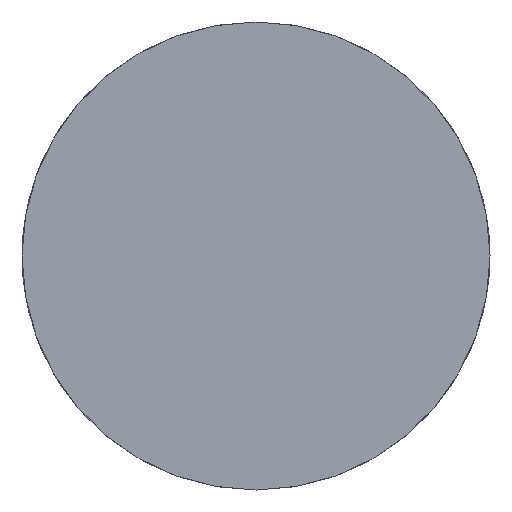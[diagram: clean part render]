
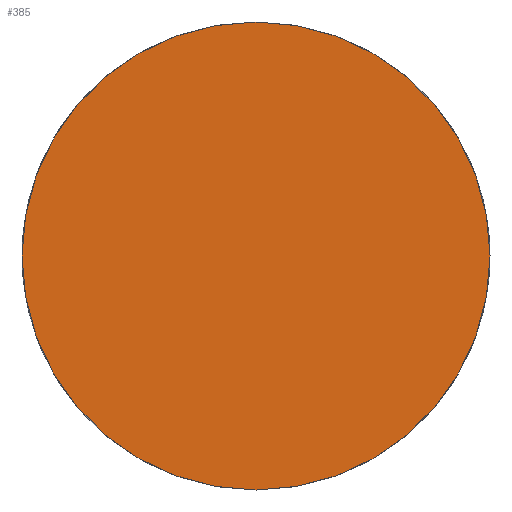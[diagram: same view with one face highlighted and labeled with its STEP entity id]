
A CAD part, front view. The second image highlights one B-rep face of the part: STEP entity #385.
In plain terms, the highlighted planar face has unit normal (0, -1, 0).
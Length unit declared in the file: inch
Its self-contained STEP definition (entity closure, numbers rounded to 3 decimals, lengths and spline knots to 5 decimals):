
#5 = EDGE_LOOP ( 'NONE', ( #21, #22 ) ) ;
#21 = ORIENTED_EDGE ( 'NONE', *, *, #361, .F. ) ;
#22 = ORIENTED_EDGE ( 'NONE', *, *, #390, .F. ) ;
#45 = VERTEX_POINT ( 'NONE', #57 ) ;
#46 = VERTEX_POINT ( 'NONE', #58 ) ;
#57 = CARTESIAN_POINT ( 'NONE',  ( 0., 0., 0.1875 ) ) ;
#58 = CARTESIAN_POINT ( 'NONE',  ( 0., 0., -0.1875 ) ) ;
#119 = AXIS2_PLACEMENT_3D ( 'NONE', #311, #310, #309 ) ;
#151 = FACE_OUTER_BOUND ( 'NONE', #5, .T. ) ;
#159 = AXIS2_PLACEMENT_3D ( 'NONE', #420, #238, #182 ) ;
#170 = AXIS2_PLACEMENT_3D ( 'NONE', #214, #215, #216 ) ;
#182 = DIRECTION ( 'NONE',  ( 0., 0., 1. ) ) ;
#214 = CARTESIAN_POINT ( 'NONE',  ( 0., 0., 0. ) ) ;
#215 = DIRECTION ( 'NONE',  ( 0., 1., 0. ) ) ;
#216 = DIRECTION ( 'NONE',  ( 0., 0., 1. ) ) ;
#238 = DIRECTION ( 'NONE',  ( 0., 1., 0. ) ) ;
#247 = CIRCLE ( 'NONE', #170, 0.1875 ) ;
#309 = DIRECTION ( 'NONE',  ( 0., 0., 1. ) ) ;
#310 = DIRECTION ( 'NONE',  ( 0., 1., 0. ) ) ;
#311 = CARTESIAN_POINT ( 'NONE',  ( 0., 0., 0. ) ) ;
#361 = EDGE_CURVE ( 'NONE', #46, #45, #376, .T. ) ;
#376 = CIRCLE ( 'NONE', #119, 0.1875 ) ;
#385 = ADVANCED_FACE ( 'NONE', ( #151 ), #419, .F. ) ;
#390 = EDGE_CURVE ( 'NONE', #45, #46, #247, .T. ) ;
#419 = PLANE ( 'NONE',  #159 ) ;
#420 = CARTESIAN_POINT ( 'NONE',  ( 0., 0., 0. ) ) ;
